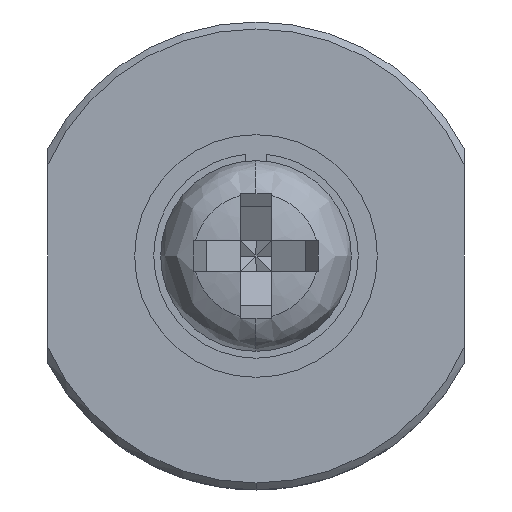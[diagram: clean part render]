
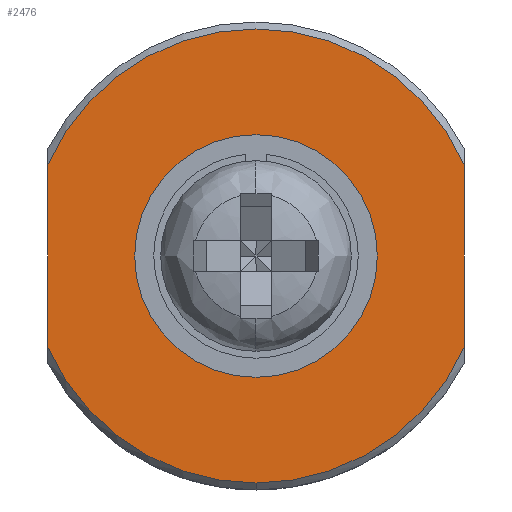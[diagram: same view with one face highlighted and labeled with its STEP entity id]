
A CAD part, left-side view. The second image highlights one B-rep face of the part: STEP entity #2476.
In plain terms, the highlighted planar face has unit normal (-1, 0, 0).
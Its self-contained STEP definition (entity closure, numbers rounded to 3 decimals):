
#41 = CIRCLE ( 'NONE', #1129, 6.55 ) ;
#65 = DIRECTION ( 'NONE',  ( 0., 0., 1. ) ) ;
#128 = CARTESIAN_POINT ( 'NONE',  ( 5., -6., -7. ) ) ;
#208 = CARTESIAN_POINT ( 'NONE',  ( 5., 3., 0. ) ) ;
#234 = CIRCLE ( 'NONE', #1754, 3. ) ;
#261 = ORIENTED_EDGE ( 'NONE', *, *, #787, .F. ) ;
#363 = CARTESIAN_POINT ( 'NONE',  ( 5., 0., -6.55 ) ) ;
#370 = DIRECTION ( 'NONE',  ( -1., 0., 0. ) ) ;
#446 = ORIENTED_EDGE ( 'NONE', *, *, #706, .F. ) ;
#556 = CARTESIAN_POINT ( 'NONE',  ( 5., 0., 0. ) ) ;
#561 = CIRCLE ( 'NONE', #1248, 3. ) ;
#596 = DIRECTION ( 'NONE',  ( 0., 0., -1. ) ) ;
#632 = VERTEX_POINT ( 'NONE', #2131 ) ;
#633 = CARTESIAN_POINT ( 'NONE',  ( 5., 6., -7. ) ) ;
#706 = EDGE_CURVE ( 'NONE', #632, #746, #561, .T. ) ;
#746 = VERTEX_POINT ( 'NONE', #2655 ) ;
#787 = EDGE_CURVE ( 'NONE', #2699, #1156, #2830, .T. ) ;
#790 = DIRECTION ( 'NONE',  ( 0., 0., -1. ) ) ;
#820 = VERTEX_POINT ( 'NONE', #2435 ) ;
#910 = AXIS2_PLACEMENT_3D ( 'NONE', #556, #2198, #790 ) ;
#913 = ORIENTED_EDGE ( 'NONE', *, *, #2218, .F. ) ;
#918 = PLANE ( 'NONE',  #2775 ) ;
#965 = FACE_BOUND ( 'NONE', #1636, .T. ) ;
#1036 = VERTEX_POINT ( 'NONE', #1485 ) ;
#1062 = EDGE_CURVE ( 'NONE', #746, #632, #234, .T. ) ;
#1129 = AXIS2_PLACEMENT_3D ( 'NONE', #2679, #1267, #2896 ) ;
#1142 = DIRECTION ( 'NONE',  ( 0., 0., -1. ) ) ;
#1156 = VERTEX_POINT ( 'NONE', #363 ) ;
#1163 = DIRECTION ( 'NONE',  ( 1., 0., 0. ) ) ;
#1248 = AXIS2_PLACEMENT_3D ( 'NONE', #2866, #1469, #65 ) ;
#1267 = DIRECTION ( 'NONE',  ( 1., 0., 0. ) ) ;
#1389 = AXIS2_PLACEMENT_3D ( 'NONE', #2571, #1163, #2810 ) ;
#1415 = EDGE_CURVE ( 'NONE', #1909, #820, #41, .T. ) ;
#1469 = DIRECTION ( 'NONE',  ( -1., 0., 0. ) ) ;
#1485 = CARTESIAN_POINT ( 'NONE',  ( 5., 6., -2.627 ) ) ;
#1499 = CARTESIAN_POINT ( 'NONE',  ( 5., -6., -2.627 ) ) ;
#1608 = ORIENTED_EDGE ( 'NONE', *, *, #3016, .F. ) ;
#1636 = EDGE_LOOP ( 'NONE', ( #2195, #446 ) ) ;
#1653 = VECTOR ( 'NONE', #2507, 1000. ) ;
#1723 = ORIENTED_EDGE ( 'NONE', *, *, #2797, .F. ) ;
#1754 = AXIS2_PLACEMENT_3D ( 'NONE', #1764, #370, #2024 ) ;
#1758 = CARTESIAN_POINT ( 'NONE',  ( 5., 6., 2.627 ) ) ;
#1764 = CARTESIAN_POINT ( 'NONE',  ( 5., 0., 0. ) ) ;
#1909 = VERTEX_POINT ( 'NONE', #1758 ) ;
#2024 = DIRECTION ( 'NONE',  ( 0., 0., 1. ) ) ;
#2106 = LINE ( 'NONE', #128, #2720 ) ;
#2131 = CARTESIAN_POINT ( 'NONE',  ( 5., 0., -3. ) ) ;
#2195 = ORIENTED_EDGE ( 'NONE', *, *, #1062, .F. ) ;
#2198 = DIRECTION ( 'NONE',  ( 1., 0., 0. ) ) ;
#2218 = EDGE_CURVE ( 'NONE', #1156, #1036, #2526, .T. ) ;
#2270 = EDGE_LOOP ( 'NONE', ( #261, #1723, #2623, #1608, #913 ) ) ;
#2435 = CARTESIAN_POINT ( 'NONE',  ( 5., -6., 2.627 ) ) ;
#2476 = ADVANCED_FACE ( 'NONE', ( #2759, #965 ), #918, .F. ) ;
#2507 = DIRECTION ( 'NONE',  ( 0., 0., 1. ) ) ;
#2526 = CIRCLE ( 'NONE', #1389, 6.55 ) ;
#2553 = DIRECTION ( 'NONE',  ( 1., 0., 0. ) ) ;
#2571 = CARTESIAN_POINT ( 'NONE',  ( 5., 0., 0. ) ) ;
#2623 = ORIENTED_EDGE ( 'NONE', *, *, #1415, .F. ) ;
#2655 = CARTESIAN_POINT ( 'NONE',  ( 5., 0., 3. ) ) ;
#2679 = CARTESIAN_POINT ( 'NONE',  ( 5., 0., 0. ) ) ;
#2699 = VERTEX_POINT ( 'NONE', #1499 ) ;
#2720 = VECTOR ( 'NONE', #596, 1000. ) ;
#2759 = FACE_OUTER_BOUND ( 'NONE', #2270, .T. ) ;
#2775 = AXIS2_PLACEMENT_3D ( 'NONE', #208, #2553, #1142 ) ;
#2797 = EDGE_CURVE ( 'NONE', #820, #2699, #2106, .T. ) ;
#2810 = DIRECTION ( 'NONE',  ( 0., 0., -1. ) ) ;
#2830 = CIRCLE ( 'NONE', #910, 6.55 ) ;
#2866 = CARTESIAN_POINT ( 'NONE',  ( 5., 0., 0. ) ) ;
#2883 = LINE ( 'NONE', #633, #1653 ) ;
#2896 = DIRECTION ( 'NONE',  ( 0., 0., -1. ) ) ;
#3016 = EDGE_CURVE ( 'NONE', #1036, #1909, #2883, .T. ) ;
